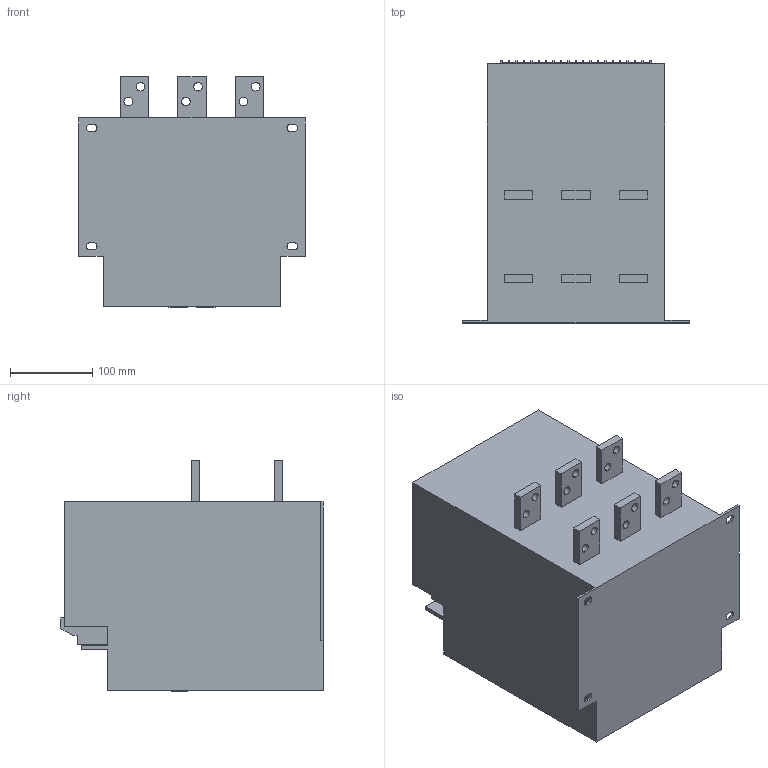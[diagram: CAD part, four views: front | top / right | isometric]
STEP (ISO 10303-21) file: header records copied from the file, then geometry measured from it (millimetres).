
FILE_DESCRIPTION (( 'STEP AP203' ), '1' );
FILE_NAME ('ÂÀ-450 1000-1000À Ñòàöèîíàðíûé (mccb450-1000-1000).STEP', '2020-03-24T11:35:44', ( '' ), ( '' ), 'SwSTEP 2.0', 'SolidWorks 2019', '' );
FILE_SCHEMA (( 'CONFIG_CONTROL_DESIGN' ));
Length unit declared in the file: millimetre
Products named in the file (1): ÂÀ-450 1000-1000À Ñòàöèîíàðíûé (mccb450-1000-1000)
Bounding box: 276 x 319 x 280 mm (x, y, z)
Volume: 14924600.1 mm3; surface area: 474039.6 mm2
Topology: 1 solids, 1 shells, 400 faces, 1141 edges, 760 vertices
Faces by surface type: plane 304, bspline 64, cylinder 32
Entity records: 14522 total; most frequent: CARTESIAN_POINT 4318, ORIENTED_EDGE 2282, DIRECTION 1751, EDGE_CURVE 1141, LINE 949, VECTOR 949, VERTEX_POINT 760, EDGE_LOOP 449
